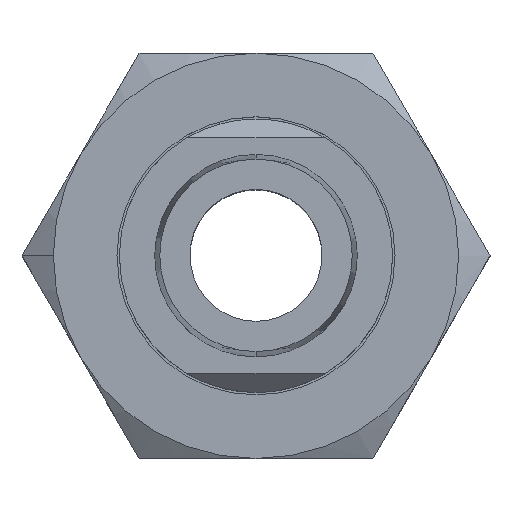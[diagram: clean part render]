
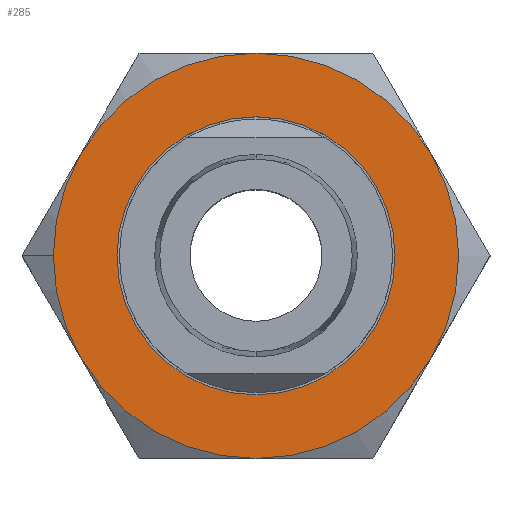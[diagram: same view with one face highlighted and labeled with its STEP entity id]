
A CAD part, top view. The second image highlights one B-rep face of the part: STEP entity #285.
In plain terms, the highlighted planar face has unit normal (0, 0, 1).
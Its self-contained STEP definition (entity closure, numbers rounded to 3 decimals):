
#60 = VERTEX_POINT ( 'NONE', #828 ) ;
#72 = VERTEX_POINT ( 'NONE', #857 ) ;
#73 = EDGE_CURVE ( 'NONE', #60, #245, #853, .T. ) ;
#77 = EDGE_LOOP ( 'NONE', ( #274, #92, #94, #91, #90, #89, #88 ) ) ;
#78 = ORIENTED_EDGE ( 'NONE', *, *, #120, .F. ) ;
#80 = ORIENTED_EDGE ( 'NONE', *, *, #282, .F. ) ;
#81 = EDGE_CURVE ( 'NONE', #159, #72, #842, .T. ) ;
#88 = ORIENTED_EDGE ( 'NONE', *, *, #73, .T. ) ;
#89 = ORIENTED_EDGE ( 'NONE', *, *, #266, .T. ) ;
#90 = ORIENTED_EDGE ( 'NONE', *, *, #81, .T. ) ;
#91 = ORIENTED_EDGE ( 'NONE', *, *, #158, .T. ) ;
#92 = ORIENTED_EDGE ( 'NONE', *, *, #351, .T. ) ;
#94 = ORIENTED_EDGE ( 'NONE', *, *, #346, .T. ) ;
#102 = VERTEX_POINT ( 'NONE', #866 ) ;
#104 = EDGE_CURVE ( 'NONE', #245, #102, #915, .T. ) ;
#116 = VERTEX_POINT ( 'NONE', #944 ) ;
#120 = EDGE_CURVE ( 'NONE', #126, #116, #924, .T. ) ;
#126 = VERTEX_POINT ( 'NONE', #974 ) ;
#158 = EDGE_CURVE ( 'NONE', #261, #159, #992, .T. ) ;
#159 = VERTEX_POINT ( 'NONE', #993 ) ;
#245 = VERTEX_POINT ( 'NONE', #1206 ) ;
#261 = VERTEX_POINT ( 'NONE', #1241 ) ;
#266 = EDGE_CURVE ( 'NONE', #72, #60, #1238, .T. ) ;
#274 = ORIENTED_EDGE ( 'NONE', *, *, #104, .T. ) ;
#282 = EDGE_CURVE ( 'NONE', #116, #126, #1290, .T. ) ;
#283 = EDGE_LOOP ( 'NONE', ( #80, #78 ) ) ;
#285 = ADVANCED_FACE ( 'NONE', ( #1291, #1277 ), #1276, .F. ) ;
#346 = EDGE_CURVE ( 'NONE', #348, #261, #1455, .T. ) ;
#348 = VERTEX_POINT ( 'NONE', #1452 ) ;
#351 = EDGE_CURVE ( 'NONE', #102, #348, #1447, .T. ) ;
#828 = CARTESIAN_POINT ( 'NONE',  ( 18.62, -10.75, 10. ) ) ;
#842 = CIRCLE ( 'NONE', #892, 21.5 ) ;
#849 = DIRECTION ( 'NONE',  ( 1., 0., 0. ) ) ;
#850 = DIRECTION ( 'NONE',  ( 0., 0., 1. ) ) ;
#851 = CARTESIAN_POINT ( 'NONE',  ( 0., 0., 10. ) ) ;
#852 = AXIS2_PLACEMENT_3D ( 'NONE', #851, #850, #849 ) ;
#853 = CIRCLE ( 'NONE', #852, 21.5 ) ;
#857 = CARTESIAN_POINT ( 'NONE',  ( 0., -21.5, 10. ) ) ;
#866 = CARTESIAN_POINT ( 'NONE',  ( 0., 21.5, 10. ) ) ;
#889 = DIRECTION ( 'NONE',  ( 1., 0., 0. ) ) ;
#890 = DIRECTION ( 'NONE',  ( 0., 0., 1. ) ) ;
#891 = CARTESIAN_POINT ( 'NONE',  ( 0., 0., 10. ) ) ;
#892 = AXIS2_PLACEMENT_3D ( 'NONE', #891, #890, #889 ) ;
#911 = DIRECTION ( 'NONE',  ( 1., 0., 0. ) ) ;
#912 = DIRECTION ( 'NONE',  ( 0., 0., 1. ) ) ;
#913 = CARTESIAN_POINT ( 'NONE',  ( 0., 0., 10. ) ) ;
#914 = AXIS2_PLACEMENT_3D ( 'NONE', #913, #912, #911 ) ;
#915 = CIRCLE ( 'NONE', #914, 21.5 ) ;
#924 = CIRCLE ( 'NONE', #987, 14.75 ) ;
#925 = CARTESIAN_POINT ( 'NONE',  ( 0., 0., 10. ) ) ;
#944 = CARTESIAN_POINT ( 'NONE',  ( 14.75, 0., 10. ) ) ;
#974 = CARTESIAN_POINT ( 'NONE',  ( -14.75, 0., 10. ) ) ;
#985 = DIRECTION ( 'NONE',  ( 1., 0., 0. ) ) ;
#986 = DIRECTION ( 'NONE',  ( 0., 0., 1. ) ) ;
#987 = AXIS2_PLACEMENT_3D ( 'NONE', #925, #986, #985 ) ;
#988 = DIRECTION ( 'NONE',  ( 1., 0., 0. ) ) ;
#989 = DIRECTION ( 'NONE',  ( 0., 0., 1. ) ) ;
#990 = CARTESIAN_POINT ( 'NONE',  ( 0., 0., 10. ) ) ;
#991 = AXIS2_PLACEMENT_3D ( 'NONE', #990, #989, #988 ) ;
#992 = CIRCLE ( 'NONE', #991, 21.5 ) ;
#993 = CARTESIAN_POINT ( 'NONE',  ( -18.62, -10.75, 10. ) ) ;
#1206 = CARTESIAN_POINT ( 'NONE',  ( 18.62, 10.75, 10. ) ) ;
#1234 = DIRECTION ( 'NONE',  ( 1., 0., 0. ) ) ;
#1235 = DIRECTION ( 'NONE',  ( 0., 0., 1. ) ) ;
#1236 = CARTESIAN_POINT ( 'NONE',  ( 0., 0., 10. ) ) ;
#1237 = AXIS2_PLACEMENT_3D ( 'NONE', #1236, #1235, #1234 ) ;
#1238 = CIRCLE ( 'NONE', #1237, 21.5 ) ;
#1241 = CARTESIAN_POINT ( 'NONE',  ( -21.5, 0., 10. ) ) ;
#1272 = DIRECTION ( 'NONE',  ( -1., 0., 0. ) ) ;
#1273 = DIRECTION ( 'NONE',  ( 0., 0., -1. ) ) ;
#1274 = CARTESIAN_POINT ( 'NONE',  ( 0., 21.5, 10. ) ) ;
#1275 = AXIS2_PLACEMENT_3D ( 'NONE', #1274, #1273, #1272 ) ;
#1276 = PLANE ( 'NONE',  #1275 ) ;
#1277 = FACE_OUTER_BOUND ( 'NONE', #77, .T. ) ;
#1278 = DIRECTION ( 'NONE',  ( 1., 0., 0. ) ) ;
#1279 = DIRECTION ( 'NONE',  ( 0., 0., 1. ) ) ;
#1280 = CARTESIAN_POINT ( 'NONE',  ( 0., 0., 10. ) ) ;
#1289 = AXIS2_PLACEMENT_3D ( 'NONE', #1280, #1279, #1278 ) ;
#1290 = CIRCLE ( 'NONE', #1289, 14.75 ) ;
#1291 = FACE_BOUND ( 'NONE', #283, .T. ) ;
#1443 = DIRECTION ( 'NONE',  ( 1., 0., 0. ) ) ;
#1444 = DIRECTION ( 'NONE',  ( 0., 0., 1. ) ) ;
#1445 = CARTESIAN_POINT ( 'NONE',  ( 0., 0., 10. ) ) ;
#1446 = AXIS2_PLACEMENT_3D ( 'NONE', #1445, #1444, #1443 ) ;
#1447 = CIRCLE ( 'NONE', #1446, 21.5 ) ;
#1448 = DIRECTION ( 'NONE',  ( 1., 0., 0. ) ) ;
#1449 = DIRECTION ( 'NONE',  ( 0., 0., 1. ) ) ;
#1450 = CARTESIAN_POINT ( 'NONE',  ( 0., 0., 10. ) ) ;
#1451 = AXIS2_PLACEMENT_3D ( 'NONE', #1450, #1449, #1448 ) ;
#1452 = CARTESIAN_POINT ( 'NONE',  ( -18.62, 10.75, 10. ) ) ;
#1455 = CIRCLE ( 'NONE', #1451, 21.5 ) ;
